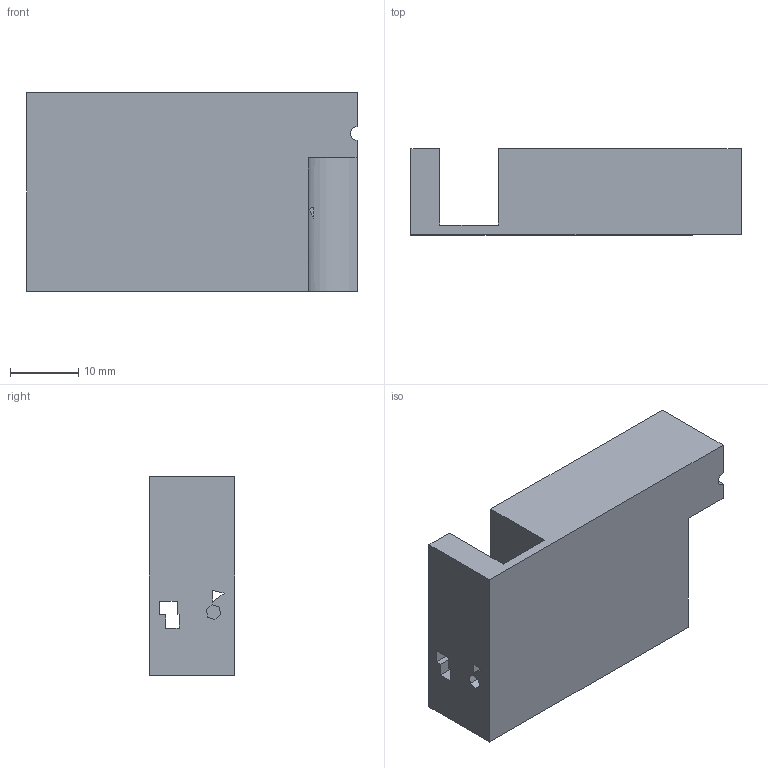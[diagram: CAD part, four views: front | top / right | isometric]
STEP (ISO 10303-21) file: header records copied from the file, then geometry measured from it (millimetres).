
FILE_DESCRIPTION(('Open CASCADE Model'),'2;1');
FILE_NAME('Open CASCADE Shape Model','2021-04-27T22:15:06',('Author'),( 'Open CASCADE'),'Open CASCADE STEP processor 7.4','Open CASCADE 7.4' ,'Unknown');
FILE_SCHEMA(('AUTOMOTIVE_DESIGN { 1 0 10303 214 1 1 1 1 }'));
Length unit declared in the file: millimetre
Products named in the file (1): Open CASCADE STEP translator 7.4 416
Bounding box: 48.41 x 12.59 x 29.14 mm (x, y, z)
Volume: 13698.8 mm3; surface area: 5971.8 mm2
Topology: 1 solids, 1 shells, 52 faces, 141 edges, 94 vertices
Faces by surface type: plane 50, cylinder 2
Entity records: 3425 total; most frequent: CARTESIAN_POINT 649, DIRECTION 474, LINE 348, VECTOR 348, ORIENTED_EDGE 282, PCURVE 282, DEFINITIONAL_REPRESENTATION 282, EDGE_CURVE 141
